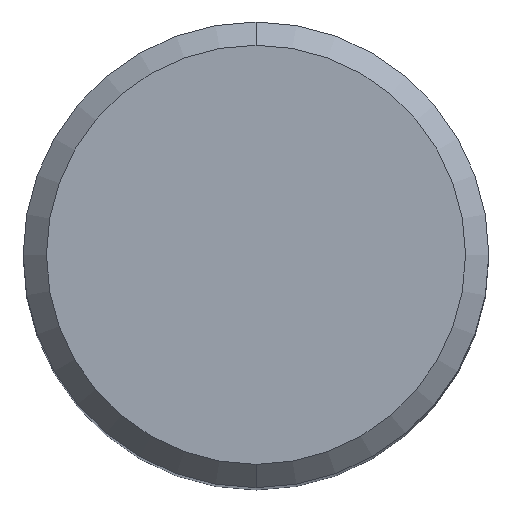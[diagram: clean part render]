
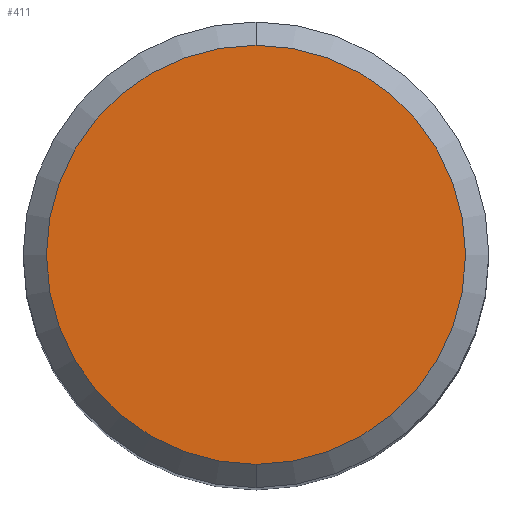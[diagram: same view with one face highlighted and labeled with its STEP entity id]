
A CAD part, top view. The second image highlights one B-rep face of the part: STEP entity #411.
In plain terms, the highlighted planar face has unit normal (0, 0, 1).
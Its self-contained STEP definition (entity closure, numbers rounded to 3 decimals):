
#189=VERTEX_POINT('',#480);
#203=EDGE_CURVE('',#357,#189,#495,.T.);
#327=EDGE_CURVE('',#189,#357,#632,.T.);
#357=VERTEX_POINT('',#664);
#411=ADVANCED_FACE('',(#726),#727,.T.);
#480=CARTESIAN_POINT('',(0.0,7.2,0.0));
#495=CIRCLE('',#864,7.2);
#632=CIRCLE('',#1219,7.2);
#664=CARTESIAN_POINT('',(0.,-7.2,0.0));
#726=FACE_OUTER_BOUND('',#1358,.T.);
#727=PLANE('',#1359);
#864=AXIS2_PLACEMENT_3D('',#1458,#1459,#1460);
#1219=AXIS2_PLACEMENT_3D('',#1622,#1623,#1624);
#1358=EDGE_LOOP('',(#1737,#1738));
#1359=AXIS2_PLACEMENT_3D('',#1739,#1740,#1741);
#1458=CARTESIAN_POINT('',(0.0,0.0,0.0));
#1459=DIRECTION('',(0.0,0.0,-1.0));
#1460=DIRECTION('',(0.0,1.0,0.0));
#1622=CARTESIAN_POINT('',(0.0,0.0,0.0));
#1623=DIRECTION('',(0.0,0.0,-1.0));
#1624=DIRECTION('',(0.0,1.0,0.0));
#1737=ORIENTED_EDGE('',*,*,#327,.F.);
#1738=ORIENTED_EDGE('',*,*,#203,.F.);
#1739=CARTESIAN_POINT('',(0.0,3.6,0.0));
#1740=DIRECTION('',(-0.0,0.0,1.0));
#1741=DIRECTION('',(0.0,-1.0,0.0));
